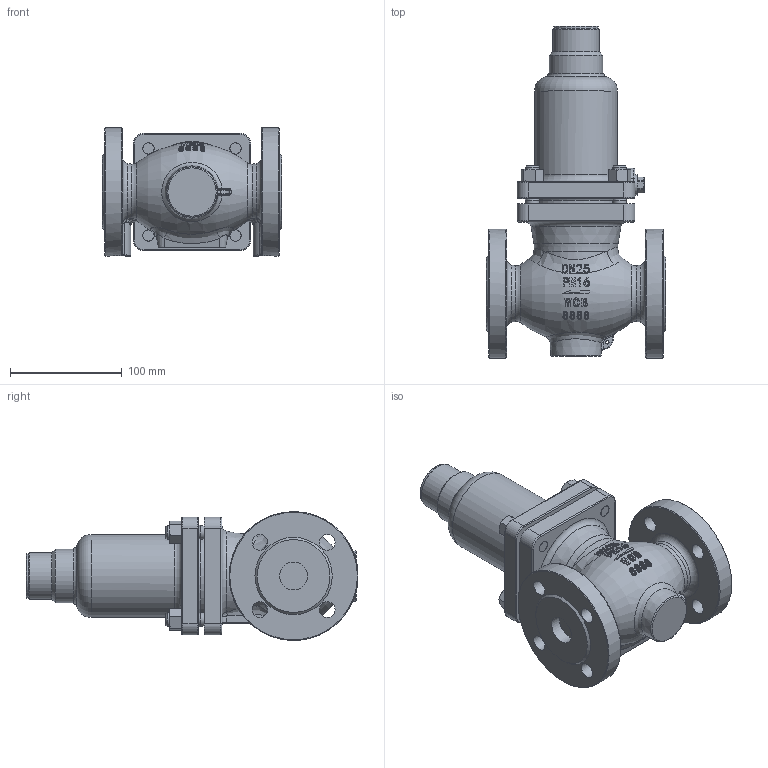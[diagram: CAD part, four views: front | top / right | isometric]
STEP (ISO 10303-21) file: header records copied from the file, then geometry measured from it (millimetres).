
FILE_DESCRIPTION (( 'STEP AP214' ), '1' );
FILE_NAME ('V230YLFYMFTJJGZJ.25.16-25 V230压力阀硬密封调节机构组件0225.STEP', '2025-02-26T03:26:44', ( '' ), ( '' ), 'SwSTEP 2.0', 'SolidWorks 2020', '' );
FILE_SCHEMA (( 'AUTOMOTIVE_DESIGN' ));
Length unit declared in the file: millimetre
Products named in the file (1): V230YLFYMFTJJGZJ.25.16-25 V230压力阀硬密封调节机构组件0225
Bounding box: 160 x 296.5 x 115 mm (x, y, z)
Volume: 1857355.2 mm3; surface area: 170800 mm2
Topology: 1 solids, 1 shells, 630 faces, 1498 edges, 924 vertices
Faces by surface type: plane 177, bspline 171, cylinder 116, cone 89, torus 77
Full cylindrical faces by diameter (mm): 2.6 x4, 3 x1, 10 x1, 10.2 x4, 10.87 x4, 12 x12, 14 x12, 18 x2, 18.5 x3, 20 x1, 25 x2, 40 x1, 42 x1, 48 x1, 50 x1, 74 x1, 77.8 x1, 115 x2
Entity records: 39721 total; most frequent: CARTESIAN_POINT 21446, ORIENTED_EDGE 2686, DIRECTION 2006, EDGE_CURVE 1343, VERTEX_POINT 879, AXIS2_PLACEMENT_3D 864, EDGE_LOOP 820, FACE_OUTER_BOUND 699
